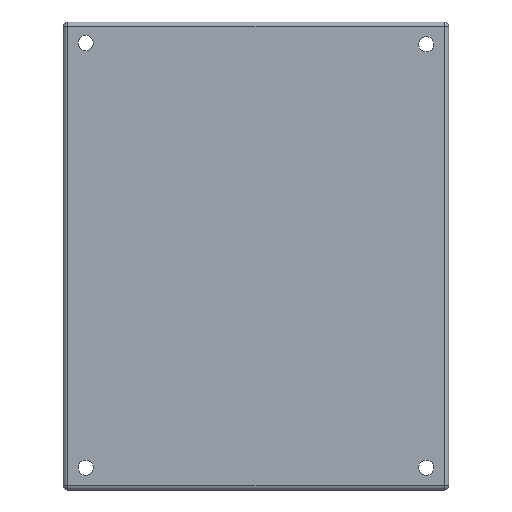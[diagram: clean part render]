
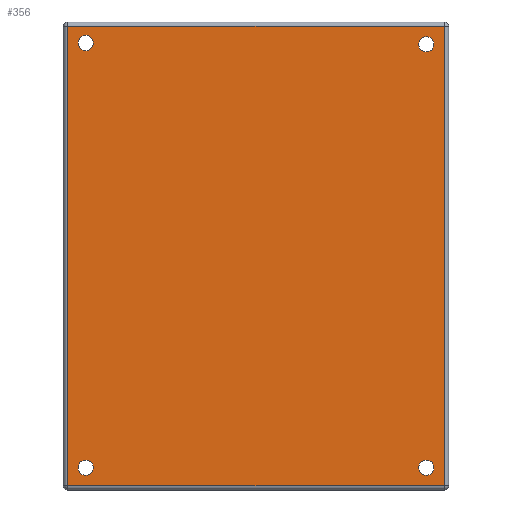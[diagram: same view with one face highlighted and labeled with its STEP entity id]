
A CAD part, front view. The second image highlights one B-rep face of the part: STEP entity #356.
In plain terms, the highlighted planar face has unit normal (0, -1, 0).
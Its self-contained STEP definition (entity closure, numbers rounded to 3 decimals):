
#19=FACE_BOUND('',#131,.T.);
#20=FACE_BOUND('',#132,.T.);
#21=FACE_BOUND('',#133,.T.);
#22=FACE_BOUND('',#134,.T.);
#26=PLANE('',#412);
#29=LINE('',#564,#53);
#31=LINE('',#574,#55);
#33=LINE('',#577,#57);
#40=LINE('',#593,#64);
#53=VECTOR('',#451,10.);
#55=VECTOR('',#463,10.);
#57=VECTOR('',#467,10.);
#64=VECTOR('',#484,10.);
#104=FACE_OUTER_BOUND('',#130,.T.);
#130=EDGE_LOOP('',(#305,#306,#307,#308));
#131=EDGE_LOOP('',(#309));
#132=EDGE_LOOP('',(#310));
#133=EDGE_LOOP('',(#311));
#134=EDGE_LOOP('',(#312));
#161=CIRCLE('',#413,1.7);
#162=CIRCLE('',#414,1.7);
#163=CIRCLE('',#415,1.7);
#164=CIRCLE('',#416,1.7);
#167=VERTEX_POINT('',#546);
#170=VERTEX_POINT('',#553);
#173=VERTEX_POINT('',#560);
#176=VERTEX_POINT('',#570);
#189=VERTEX_POINT('',#622);
#190=VERTEX_POINT('',#624);
#191=VERTEX_POINT('',#626);
#192=VERTEX_POINT('',#628);
#202=EDGE_CURVE('',#167,#173,#29,.T.);
#207=EDGE_CURVE('',#173,#176,#31,.T.);
#209=EDGE_CURVE('',#176,#170,#33,.T.);
#218=EDGE_CURVE('',#170,#167,#40,.T.);
#233=EDGE_CURVE('',#189,#189,#161,.T.);
#234=EDGE_CURVE('',#190,#190,#162,.T.);
#235=EDGE_CURVE('',#191,#191,#163,.T.);
#236=EDGE_CURVE('',#192,#192,#164,.T.);
#305=ORIENTED_EDGE('',*,*,#202,.F.);
#306=ORIENTED_EDGE('',*,*,#218,.F.);
#307=ORIENTED_EDGE('',*,*,#209,.F.);
#308=ORIENTED_EDGE('',*,*,#207,.F.);
#309=ORIENTED_EDGE('',*,*,#233,.F.);
#310=ORIENTED_EDGE('',*,*,#234,.F.);
#311=ORIENTED_EDGE('',*,*,#235,.F.);
#312=ORIENTED_EDGE('',*,*,#236,.F.);
#356=ADVANCED_FACE('',(#104,#19,#20,#21,#22),#26,.F.);
#412=AXIS2_PLACEMENT_3D('',#621,#515,#516);
#413=AXIS2_PLACEMENT_3D('',#623,#517,#518);
#414=AXIS2_PLACEMENT_3D('',#625,#519,#520);
#415=AXIS2_PLACEMENT_3D('',#627,#521,#522);
#416=AXIS2_PLACEMENT_3D('',#629,#523,#524);
#451=DIRECTION('',(0.,0.,1.));
#463=DIRECTION('',(1.,0.,0.));
#467=DIRECTION('',(0.,0.,-1.));
#484=DIRECTION('',(-1.,0.,0.));
#515=DIRECTION('center_axis',(0.,1.,0.));
#516=DIRECTION('ref_axis',(1.,0.,0.));
#517=DIRECTION('center_axis',(0.,-1.,0.));
#518=DIRECTION('ref_axis',(1.,0.,0.));
#519=DIRECTION('center_axis',(0.,-1.,0.));
#520=DIRECTION('ref_axis',(1.,0.,0.));
#521=DIRECTION('center_axis',(0.,-1.,0.));
#522=DIRECTION('ref_axis',(1.,0.,0.));
#523=DIRECTION('center_axis',(0.,-1.,0.));
#524=DIRECTION('ref_axis',(1.,0.,0.));
#546=CARTESIAN_POINT('',(1.,0.,1.));
#553=CARTESIAN_POINT('',(85.2,0.,1.));
#560=CARTESIAN_POINT('',(1.,0.,103.7));
#564=CARTESIAN_POINT('',(1.,0.,26.175));
#570=CARTESIAN_POINT('',(85.2,0.,103.7));
#574=CARTESIAN_POINT('',(21.55,0.,103.7));
#577=CARTESIAN_POINT('',(85.2,0.,78.525));
#593=CARTESIAN_POINT('',(64.65,0.,1.));
#621=CARTESIAN_POINT('Origin',(43.1,0.,52.35));
#622=CARTESIAN_POINT('',(3.3,0.,100.));
#623=CARTESIAN_POINT('Origin',(5.,0.,100.));
#624=CARTESIAN_POINT('',(3.3,0.,5.));
#625=CARTESIAN_POINT('Origin',(5.,0.,5.));
#626=CARTESIAN_POINT('',(79.5,0.,5.));
#627=CARTESIAN_POINT('Origin',(81.2,0.,5.));
#628=CARTESIAN_POINT('',(79.5,0.,99.7));
#629=CARTESIAN_POINT('Origin',(81.2,0.,99.7));
